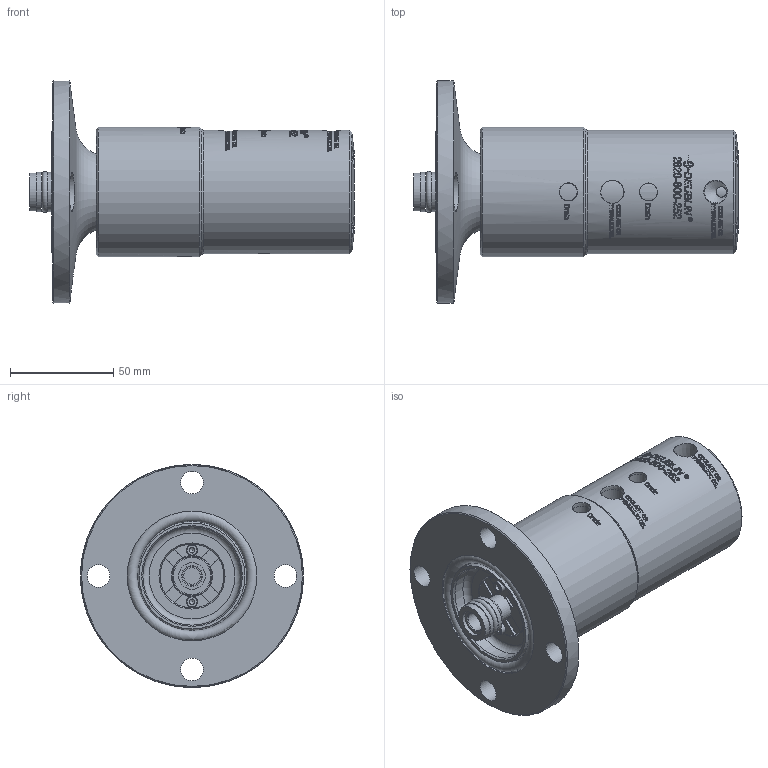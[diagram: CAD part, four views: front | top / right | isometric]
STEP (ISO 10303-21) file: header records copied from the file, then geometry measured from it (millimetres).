
FILE_DESCRIPTION(/* description */ (''),/* implementation_level */ '2;1');
FILE_NAME(/* name */ '2620-600-252-IC_Rev_D.stp',/* time_stamp */ '2020-05-17T18:08:31-05:00',/* author */ ('Moorera'),/* organization */ (''),/* preprocessor_version */ 'ST-DEVELOPER v18.1',/* originating_system */ 'Autodesk Inventor 2020',/* authorisation */ '');
FILE_SCHEMA (('AUTOMOTIVE_DESIGN { 1 0 10303 214 3 1 1 }'));
Products named in the file (1): 2620-600-252-IC_Rev_D
Bounding box: 157.17 x 107.95 x 107.95 mm (x, y, z)
Volume: 436110.6 mm3; surface area: 73522.2 mm2
Topology: 2 solids, 27 shells, 1587 faces, 4252 edges, 2853 vertices
Faces by surface type: bspline 682, plane 592, cylinder 235, cone 58, torus 20
Full cylindrical faces by diameter (mm): 2.5 x4, 3 x2, 3.3 x6, 3.5 x2, 4.134 x4, 5 x5, 5.5 x2, 5.6 x4, 8 x1, 8.5 x4, 8.6 x4, 9.5 x5, 10.719 x1, 11 x4, 11.199 x1, 12.7 x1, 12.8 x1, 14.7 x1, 18.2 x1, 19.05 x2, 34 x1, 39.6 x1, 47.6 x1, 51.3 x1, 55.1 x1, 60 x1, 62.8 x1, 107.95 x1
Entity records: 207073 total; most frequent: CARTESIAN_POINT 170363, ORIENTED_EDGE 8454, DIRECTION 5913, EDGE_CURVE 4227, VERTEX_POINT 2853, AXIS2_PLACEMENT_3D 2025, LINE 1863, VECTOR 1863
